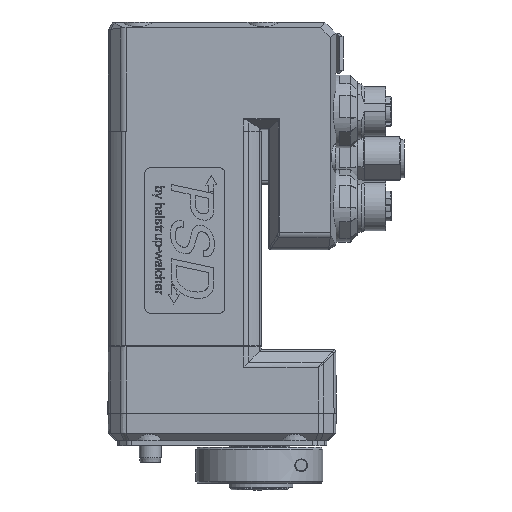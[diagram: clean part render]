
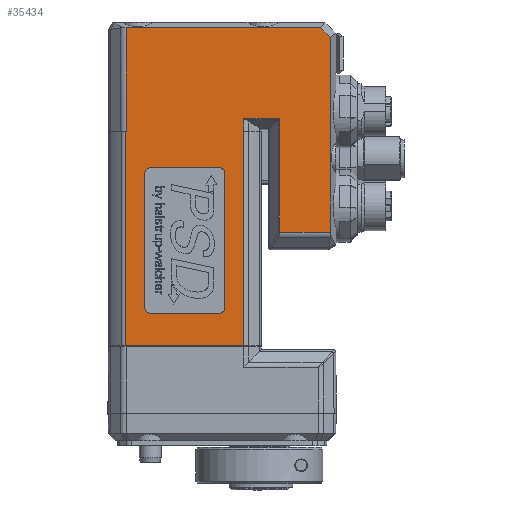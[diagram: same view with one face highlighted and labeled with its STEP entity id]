
A CAD part, left-side view. The second image highlights one B-rep face of the part: STEP entity #35434.
In plain terms, the highlighted planar face has unit normal (-1, 0, 0).
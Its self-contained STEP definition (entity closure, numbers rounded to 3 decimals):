
#707=FACE_BOUND('',#5587,.T.);
#2553=PLANE('',#37779);
#3619=FACE_OUTER_BOUND('',#5586,.T.);
#5586=EDGE_LOOP('',(#24235,#24236,#24237,#24238,#24239,#24240,#24241,#24242,
#24243,#24244,#24245,#24246,#24247));
#5587=EDGE_LOOP('',(#24248,#24249,#24250,#24251,#24252,#24253,#24254,#24255));
#7700=LINE('',#51171,#10329);
#7710=LINE('',#51214,#10339);
#7711=LINE('',#51217,#10340);
#7712=LINE('',#51219,#10341);
#7713=LINE('',#51221,#10342);
#7714=LINE('',#51223,#10343);
#7715=LINE('',#51225,#10344);
#7716=LINE('',#51227,#10345);
#7717=LINE('',#51229,#10346);
#7718=LINE('',#51231,#10347);
#7719=LINE('',#51233,#10348);
#7720=LINE('',#51235,#10349);
#7721=LINE('',#51236,#10350);
#7722=LINE('',#51241,#10351);
#7723=LINE('',#51245,#10352);
#7724=LINE('',#51249,#10353);
#7725=LINE('',#51252,#10354);
#10329=VECTOR('',#41557,1000.);
#10339=VECTOR('',#41599,1000.);
#10340=VECTOR('',#41602,1000.);
#10341=VECTOR('',#41603,10.);
#10342=VECTOR('',#41604,10.);
#10343=VECTOR('',#41605,10.);
#10344=VECTOR('',#41606,10.);
#10345=VECTOR('',#41607,10.);
#10346=VECTOR('',#41608,10.);
#10347=VECTOR('',#41609,10.);
#10348=VECTOR('',#41610,10.);
#10349=VECTOR('',#41611,1000.);
#10350=VECTOR('',#41612,1000.);
#10351=VECTOR('',#41615,10.);
#10352=VECTOR('',#41618,10.);
#10353=VECTOR('',#41621,10.);
#10354=VECTOR('',#41624,10.);
#12896=CIRCLE('',#37780,1.5);
#12897=CIRCLE('',#37781,1.5);
#12898=CIRCLE('',#37782,1.5);
#12899=CIRCLE('',#37783,1.5);
#14259=VERTEX_POINT('',#51168);
#14260=VERTEX_POINT('',#51170);
#14277=VERTEX_POINT('',#51212);
#14278=VERTEX_POINT('',#51216);
#14279=VERTEX_POINT('',#51218);
#14280=VERTEX_POINT('',#51220);
#14281=VERTEX_POINT('',#51222);
#14282=VERTEX_POINT('',#51224);
#14283=VERTEX_POINT('',#51226);
#14284=VERTEX_POINT('',#51228);
#14285=VERTEX_POINT('',#51230);
#14286=VERTEX_POINT('',#51232);
#14287=VERTEX_POINT('',#51234);
#14288=VERTEX_POINT('',#51237);
#14289=VERTEX_POINT('',#51238);
#14290=VERTEX_POINT('',#51240);
#14291=VERTEX_POINT('',#51242);
#14292=VERTEX_POINT('',#51244);
#14293=VERTEX_POINT('',#51246);
#14294=VERTEX_POINT('',#51248);
#14295=VERTEX_POINT('',#51250);
#18035=EDGE_CURVE('',#14260,#14259,#7700,.T.);
#18057=EDGE_CURVE('',#14277,#14259,#7710,.T.);
#18058=EDGE_CURVE('',#14278,#14277,#7711,.T.);
#18059=EDGE_CURVE('',#14279,#14278,#7712,.T.);
#18060=EDGE_CURVE('',#14280,#14279,#7713,.T.);
#18061=EDGE_CURVE('',#14281,#14280,#7714,.T.);
#18062=EDGE_CURVE('',#14282,#14281,#7715,.T.);
#18063=EDGE_CURVE('',#14283,#14282,#7716,.T.);
#18064=EDGE_CURVE('',#14284,#14283,#7717,.T.);
#18065=EDGE_CURVE('',#14285,#14284,#7718,.T.);
#18066=EDGE_CURVE('',#14286,#14285,#7719,.T.);
#18067=EDGE_CURVE('',#14287,#14286,#7720,.T.);
#18068=EDGE_CURVE('',#14287,#14260,#7721,.T.);
#18069=EDGE_CURVE('',#14288,#14289,#12896,.T.);
#18070=EDGE_CURVE('',#14289,#14290,#7722,.T.);
#18071=EDGE_CURVE('',#14290,#14291,#12897,.T.);
#18072=EDGE_CURVE('',#14291,#14292,#7723,.T.);
#18073=EDGE_CURVE('',#14292,#14293,#12898,.T.);
#18074=EDGE_CURVE('',#14293,#14294,#7724,.T.);
#18075=EDGE_CURVE('',#14294,#14295,#12899,.T.);
#18076=EDGE_CURVE('',#14295,#14288,#7725,.T.);
#24235=ORIENTED_EDGE('',*,*,#18057,.F.);
#24236=ORIENTED_EDGE('',*,*,#18058,.F.);
#24237=ORIENTED_EDGE('',*,*,#18059,.F.);
#24238=ORIENTED_EDGE('',*,*,#18060,.F.);
#24239=ORIENTED_EDGE('',*,*,#18061,.F.);
#24240=ORIENTED_EDGE('',*,*,#18062,.F.);
#24241=ORIENTED_EDGE('',*,*,#18063,.F.);
#24242=ORIENTED_EDGE('',*,*,#18064,.F.);
#24243=ORIENTED_EDGE('',*,*,#18065,.F.);
#24244=ORIENTED_EDGE('',*,*,#18066,.F.);
#24245=ORIENTED_EDGE('',*,*,#18067,.F.);
#24246=ORIENTED_EDGE('',*,*,#18068,.T.);
#24247=ORIENTED_EDGE('',*,*,#18035,.T.);
#24248=ORIENTED_EDGE('',*,*,#18069,.T.);
#24249=ORIENTED_EDGE('',*,*,#18070,.T.);
#24250=ORIENTED_EDGE('',*,*,#18071,.T.);
#24251=ORIENTED_EDGE('',*,*,#18072,.T.);
#24252=ORIENTED_EDGE('',*,*,#18073,.T.);
#24253=ORIENTED_EDGE('',*,*,#18074,.T.);
#24254=ORIENTED_EDGE('',*,*,#18075,.T.);
#24255=ORIENTED_EDGE('',*,*,#18076,.T.);
#35434=ADVANCED_FACE('',(#3619,#707),#2553,.F.);
#37779=AXIS2_PLACEMENT_3D('',#51215,#41600,#41601);
#37780=AXIS2_PLACEMENT_3D('',#51239,#41613,#41614);
#37781=AXIS2_PLACEMENT_3D('',#51243,#41616,#41617);
#37782=AXIS2_PLACEMENT_3D('',#51247,#41619,#41620);
#37783=AXIS2_PLACEMENT_3D('',#51251,#41622,#41623);
#41557=DIRECTION('',(0.,-1.,0.));
#41599=DIRECTION('',(0.,0.,-1.));
#41600=DIRECTION('center_axis',(1.,0.,0.));
#41601=DIRECTION('ref_axis',(0.,1.,0.));
#41602=DIRECTION('',(0.,-1.,0.));
#41603=DIRECTION('',(0.,0.,-1.));
#41604=DIRECTION('',(0.,1.,0.));
#41605=DIRECTION('',(0.,0.,1.));
#41606=DIRECTION('',(0.,1.,0.));
#41607=DIRECTION('',(0.,0.,-1.));
#41608=DIRECTION('',(0.,-0.707,-0.707));
#41609=DIRECTION('',(0.,-1.,0.));
#41610=DIRECTION('',(0.,0.,1.));
#41611=DIRECTION('',(0.,-1.,0.));
#41612=DIRECTION('',(0.,0.,-1.));
#41613=DIRECTION('center_axis',(1.,0.,0.));
#41614=DIRECTION('ref_axis',(0.,-1.,0.));
#41615=DIRECTION('',(0.,0.,-1.));
#41616=DIRECTION('center_axis',(1.,0.,0.));
#41617=DIRECTION('ref_axis',(0.,0.,-1.));
#41618=DIRECTION('',(0.,1.,0.));
#41619=DIRECTION('center_axis',(1.,0.,0.));
#41620=DIRECTION('ref_axis',(0.,1.,0.));
#41621=DIRECTION('',(0.,0.,1.));
#41622=DIRECTION('center_axis',(1.,0.,0.));
#41623=DIRECTION('ref_axis',(0.,0.,1.));
#41624=DIRECTION('',(0.,-1.,0.));
#51168=CARTESIAN_POINT('',(-21.,-16.248,0.));
#51170=CARTESIAN_POINT('',(-21.,16.248,0.));
#51171=CARTESIAN_POINT('',(-21.,16.248,0.));
#51212=CARTESIAN_POINT('',(-21.,-16.248,59.));
#51214=CARTESIAN_POINT('',(-21.,-16.248,49.3));
#51215=CARTESIAN_POINT('Origin',(-21.,16.248,49.3));
#51216=CARTESIAN_POINT('',(-21.,-16.172,59.));
#51217=CARTESIAN_POINT('',(-21.,16.248,59.));
#51218=CARTESIAN_POINT('',(-21.,-16.172,62.561));
#51219=CARTESIAN_POINT('',(-21.,-16.172,56.606));
#51220=CARTESIAN_POINT('',(-21.,-26.061,62.561));
#51221=CARTESIAN_POINT('',(-21.,-15.106,62.561));
#51222=CARTESIAN_POINT('',(-21.,-26.061,31.328));
#51223=CARTESIAN_POINT('',(-21.,-26.061,52.106));
#51224=CARTESIAN_POINT('',(-21.,-40.044,31.328));
#51225=CARTESIAN_POINT('',(-21.,-19.481,31.328));
#51226=CARTESIAN_POINT('',(-21.,-40.044,84.818));
#51227=CARTESIAN_POINT('',(-21.,-40.044,48.666));
#51228=CARTESIAN_POINT('',(-21.,-37.318,87.544));
#51229=CARTESIAN_POINT('',(-21.,-39.431,85.431));
#51230=CARTESIAN_POINT('',(-21.,16.172,87.544));
#51231=CARTESIAN_POINT('',(-21.,-30.916,87.544));
#51232=CARTESIAN_POINT('',(-21.,16.172,59.));
#51233=CARTESIAN_POINT('',(-21.,16.172,60.231));
#51234=CARTESIAN_POINT('',(-21.,16.248,59.));
#51235=CARTESIAN_POINT('',(-21.,16.248,59.));
#51236=CARTESIAN_POINT('',(-21.,16.248,49.3));
#51237=CARTESIAN_POINT('',(-21.,-9.5,49.));
#51238=CARTESIAN_POINT('',(-21.,-11.,47.5));
#51239=CARTESIAN_POINT('Origin',(-21.,-9.5,47.5));
#51240=CARTESIAN_POINT('',(-21.,-11.,10.5));
#51241=CARTESIAN_POINT('',(-21.,-11.,29.9));
#51242=CARTESIAN_POINT('',(-21.,-9.5,9.));
#51243=CARTESIAN_POINT('Origin',(-21.,-9.5,10.5));
#51244=CARTESIAN_POINT('',(-21.,9.5,9.));
#51245=CARTESIAN_POINT('',(-21.,12.874,9.));
#51246=CARTESIAN_POINT('',(-21.,11.,10.5));
#51247=CARTESIAN_POINT('Origin',(-21.,9.5,10.5));
#51248=CARTESIAN_POINT('',(-21.,11.,47.5));
#51249=CARTESIAN_POINT('',(-21.,11.,48.4));
#51250=CARTESIAN_POINT('',(-21.,9.5,49.));
#51251=CARTESIAN_POINT('Origin',(-21.,9.5,47.5));
#51252=CARTESIAN_POINT('',(-21.,3.374,49.));
